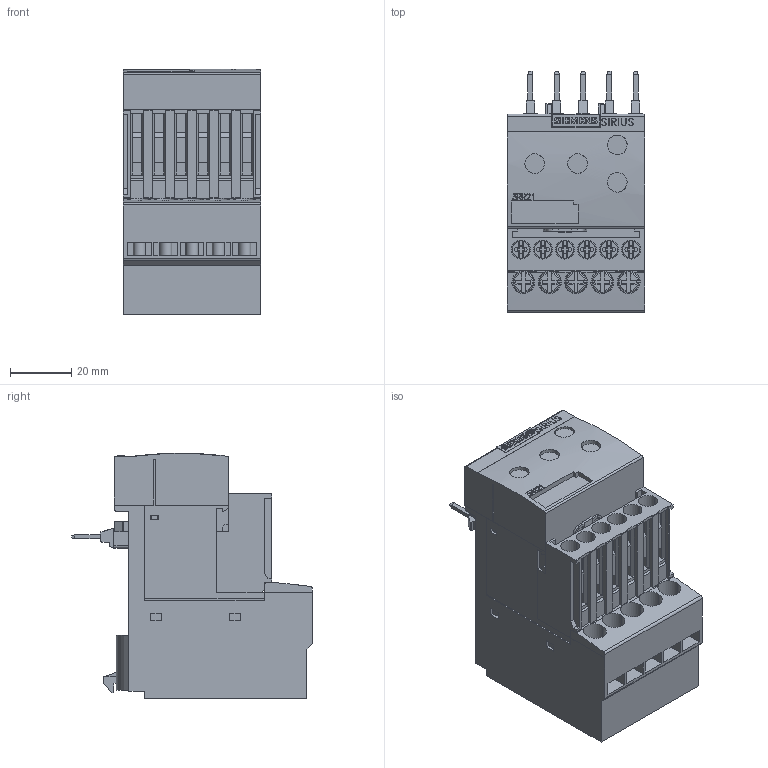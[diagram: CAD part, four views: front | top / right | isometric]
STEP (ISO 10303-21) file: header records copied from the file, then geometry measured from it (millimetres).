
FILE_DESCRIPTION(('STEP AP214'),'1');
FILE_NAME('cctmp_E5707BDD-77CB-43F9-82EE-82E45CDBBA4D_2023_07_21_11_02_48_0873..stp','2023-07-21T09:02:49',('SIEMENS A&D'),('CADClick - www.CADClick.com'),'Spatial InterOp 3D postprocessed',' ','unknown authorization');
FILE_SCHEMA(('AUTOMOTIVE_DESIGN'));
Length unit declared in the file: millimetre
Products named in the file (1): 2023_07_21_11_02_48_0819
Bounding box: 45 x 78.7 x 80.2 mm (x, y, z)
Volume: 161639.2 mm3; surface area: 40761.7 mm2
Topology: 1 solids, 1 shells, 1340 faces, 3680 edges, 2408 vertices
Faces by surface type: plane 1061, cylinder 183, cone 76, torus 20
Entity records: 47056 total; most frequent: CARTESIAN_POINT 8473, ORIENTED_EDGE 7360, DIRECTION 6911, EDGE_CURVE 3680, LINE 2901, VECTOR 2901, VERTEX_POINT 2408, AXIS2_PLACEMENT_3D 2005
